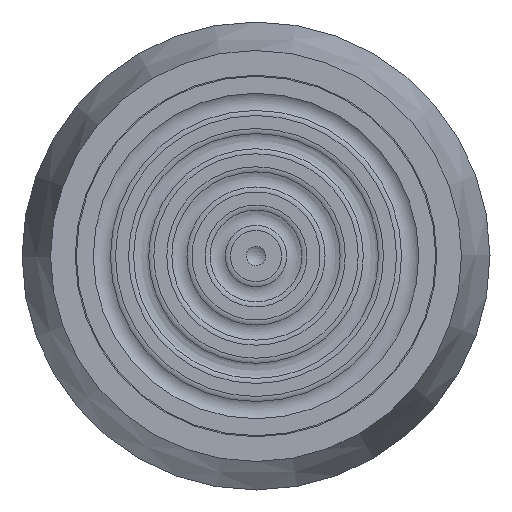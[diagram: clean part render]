
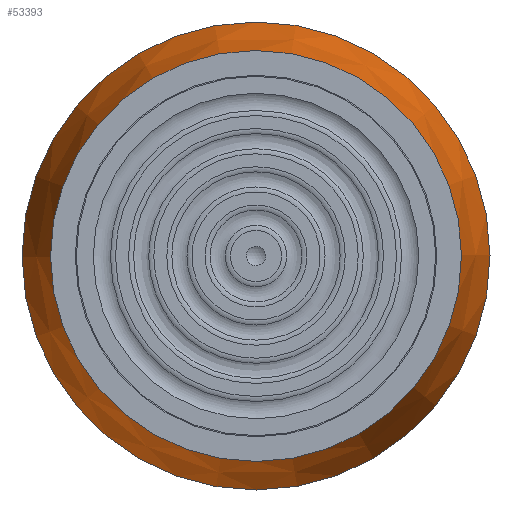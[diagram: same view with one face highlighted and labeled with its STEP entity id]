
A CAD part, left-side view. The second image highlights one B-rep face of the part: STEP entity #53393.
In plain terms, the highlighted conical face has half-angle 15 degrees and reference radius 20.66 mm.
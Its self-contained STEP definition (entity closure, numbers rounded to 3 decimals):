
#3099=CONICAL_SURFACE('',#57573,20.66,0.262);
#5863=FACE_OUTER_BOUND('',#8707,.T.);
#8707=EDGE_LOOP('',(#49783,#49784,#49785,#49786));
#9598=CIRCLE('',#57547,19.321);
#9607=CIRCLE('',#57574,22.);
#15834=LINE('',#123711,#20176);
#20176=VECTOR('',#70099,20.66);
#25531=VERTEX_POINT('',#119653);
#25562=VERTEX_POINT('',#123709);
#33588=EDGE_CURVE('',#25531,#25531,#9598,.T.);
#33639=EDGE_CURVE('',#25562,#25562,#9607,.T.);
#33640=EDGE_CURVE('',#25562,#25531,#15834,.T.);
#49783=ORIENTED_EDGE('',*,*,#33639,.F.);
#49784=ORIENTED_EDGE('',*,*,#33640,.T.);
#49785=ORIENTED_EDGE('',*,*,#33588,.T.);
#49786=ORIENTED_EDGE('',*,*,#33640,.F.);
#53393=ADVANCED_FACE('',(#5863),#3099,.T.);
#57547=AXIS2_PLACEMENT_3D('',#119654,#70022,#70023);
#57573=AXIS2_PLACEMENT_3D('',#123708,#70095,#70096);
#57574=AXIS2_PLACEMENT_3D('',#123710,#70097,#70098);
#70022=DIRECTION('center_axis',(1.,0.,0.));
#70023=DIRECTION('ref_axis',(0.,0.,-1.));
#70095=DIRECTION('center_axis',(1.,0.,0.));
#70096=DIRECTION('ref_axis',(0.,1.,0.));
#70097=DIRECTION('center_axis',(1.,0.,0.));
#70098=DIRECTION('ref_axis',(0.,0.,-1.));
#70099=DIRECTION('',(-0.966,0.259,0.));
#119653=CARTESIAN_POINT('',(-38.,-19.321,0.));
#119654=CARTESIAN_POINT('Origin',(-38.,0.,0.));
#123708=CARTESIAN_POINT('Origin',(-33.,0.,0.));
#123709=CARTESIAN_POINT('',(-28.,-22.,0.));
#123710=CARTESIAN_POINT('Origin',(-28.,0.,0.));
#123711=CARTESIAN_POINT('',(-33.,-20.66,0.));
